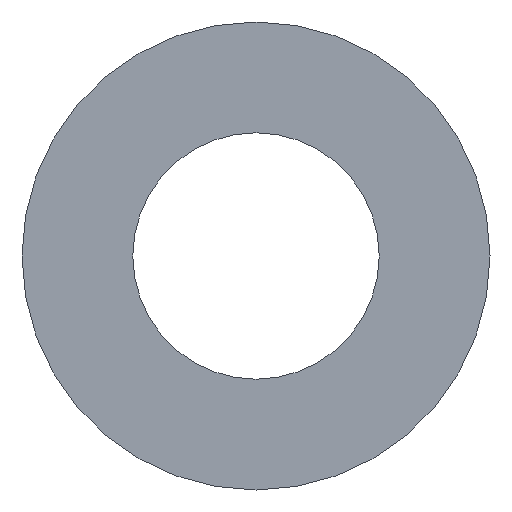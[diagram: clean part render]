
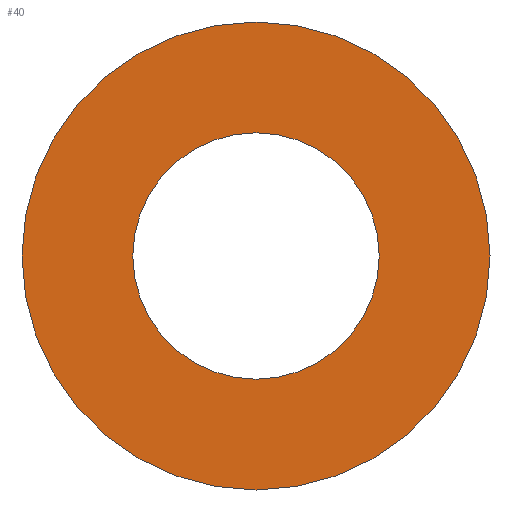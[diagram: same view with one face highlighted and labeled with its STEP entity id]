
A CAD part, left-side view. The second image highlights one B-rep face of the part: STEP entity #40.
In plain terms, the highlighted planar face has unit normal (-1, 0, 0).
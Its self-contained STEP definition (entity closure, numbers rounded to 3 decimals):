
#40 = ADVANCED_FACE( '', ( #81, #82 ), #83, .T. );
#81 = FACE_BOUND( '', #120, .T. );
#82 = FACE_OUTER_BOUND( '', #121, .T. );
#83 = PLANE( '', #122 );
#120 = EDGE_LOOP( '', ( #161 ) );
#121 = EDGE_LOOP( '', ( #162 ) );
#122 = AXIS2_PLACEMENT_3D( '', #163, #164, #165 );
#161 = ORIENTED_EDGE( '', *, *, #186, .T. );
#162 = ORIENTED_EDGE( '', *, *, #191, .F. );
#163 = CARTESIAN_POINT( '', ( -5., 0., 44. ) );
#164 = DIRECTION( '', ( -1., 0., 0. ) );
#165 = DIRECTION( '', ( 0., 0., 1. ) );
#186 = EDGE_CURVE( '', #203, #203, #204, .T. );
#191 = EDGE_CURVE( '', #211, #211, #212, .T. );
#203 = VERTEX_POINT( '', #227 );
#204 = CIRCLE( '', #228, 23.167 );
#211 = VERTEX_POINT( '', #235 );
#212 = CIRCLE( '', #236, 44. );
#227 = CARTESIAN_POINT( '', ( -5., 0., -23.167 ) );
#228 = AXIS2_PLACEMENT_3D( '', #251, #252, #253 );
#235 = CARTESIAN_POINT( '', ( -5., 0., -44. ) );
#236 = AXIS2_PLACEMENT_3D( '', #260, #261, #262 );
#251 = CARTESIAN_POINT( '', ( -5., 0., 0. ) );
#252 = DIRECTION( '', ( 1., 0., 0. ) );
#253 = DIRECTION( '', ( 0., 0., -1. ) );
#260 = CARTESIAN_POINT( '', ( -5., 0., 0. ) );
#261 = DIRECTION( '', ( 1., 0., 0. ) );
#262 = DIRECTION( '', ( 0., 0., -1. ) );
